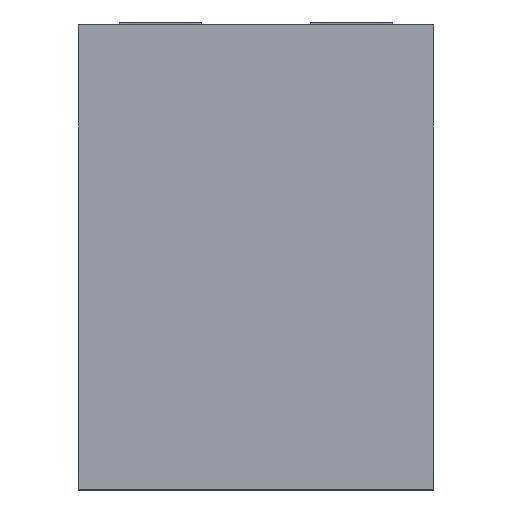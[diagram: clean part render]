
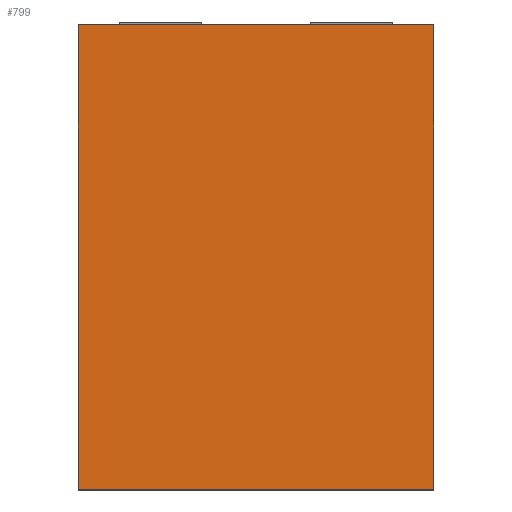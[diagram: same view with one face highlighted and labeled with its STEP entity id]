
A CAD part, top view. The second image highlights one B-rep face of the part: STEP entity #799.
In plain terms, the highlighted planar face has unit normal (0, 0, 1).
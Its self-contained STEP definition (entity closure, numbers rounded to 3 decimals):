
#50=LINE('',#1103,#118);
#54=LINE('',#1110,#122);
#56=LINE('',#1114,#124);
#57=LINE('',#1116,#125);
#118=VECTOR('',#921,1000.);
#122=VECTOR('',#927,1000.);
#124=VECTOR('',#931,1000.);
#125=VECTOR('',#934,1000.);
#212=ORIENTED_EDGE('',*,*,#366,.T.);
#213=ORIENTED_EDGE('',*,*,#368,.T.);
#214=ORIENTED_EDGE('',*,*,#362,.T.);
#215=ORIENTED_EDGE('',*,*,#369,.T.);
#362=EDGE_CURVE('',#445,#444,#50,.T.);
#366=EDGE_CURVE('',#447,#446,#54,.T.);
#368=EDGE_CURVE('',#446,#445,#56,.T.);
#369=EDGE_CURVE('',#444,#447,#57,.T.);
#444=VERTEX_POINT('',#1102);
#445=VERTEX_POINT('',#1104);
#446=VERTEX_POINT('',#1109);
#447=VERTEX_POINT('',#1111);
#494=EDGE_LOOP('',(#212,#213,#214,#215));
#526=FACE_BOUND('',#494,.T.);
#557=PLANE('',#843);
#799=ADVANCED_FACE('',(#526),#557,.T.);
#843=AXIS2_PLACEMENT_3D('',#1117,#935,#936);
#921=DIRECTION('',(-1.,0.,0.));
#927=DIRECTION('',(1.,0.,0.));
#931=DIRECTION('',(0.,1.,0.));
#934=DIRECTION('',(0.,-1.,0.));
#935=DIRECTION('',(0.,0.,1.));
#936=DIRECTION('',(1.,0.,0.));
#1102=CARTESIAN_POINT('',(-0.325,0.425,0.35));
#1103=CARTESIAN_POINT('',(0.325,0.425,0.35));
#1104=CARTESIAN_POINT('',(0.325,0.425,0.35));
#1109=CARTESIAN_POINT('',(0.325,-0.425,0.35));
#1110=CARTESIAN_POINT('',(-0.325,-0.425,0.35));
#1111=CARTESIAN_POINT('',(-0.325,-0.425,0.35));
#1114=CARTESIAN_POINT('',(0.325,-0.425,0.35));
#1116=CARTESIAN_POINT('',(-0.325,0.425,0.35));
#1117=CARTESIAN_POINT('',(0.,0.,0.35));
